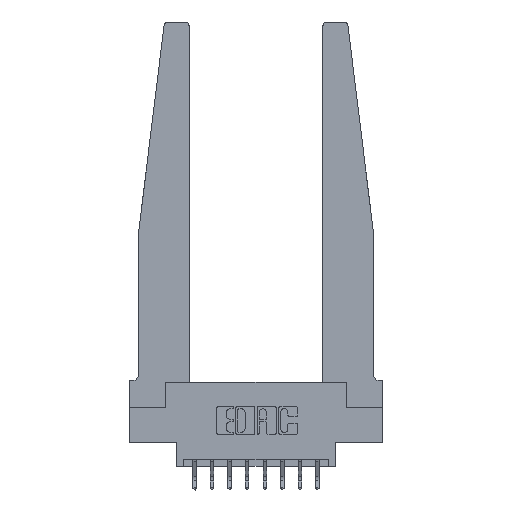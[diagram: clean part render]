
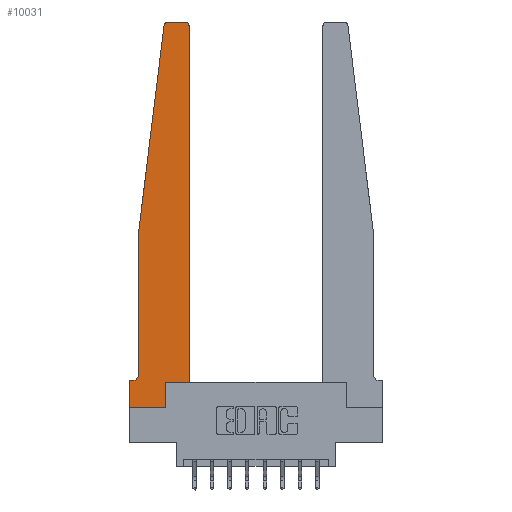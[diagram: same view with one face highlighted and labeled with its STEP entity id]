
A CAD part, top view. The second image highlights one B-rep face of the part: STEP entity #10031.
In plain terms, the highlighted planar face has unit normal (0, 0, 1).
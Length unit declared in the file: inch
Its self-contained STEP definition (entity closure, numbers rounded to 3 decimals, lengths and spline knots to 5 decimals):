
#218 = ORIENTED_EDGE ( 'NONE', *, *, #3953, .T. ) ;
#293 = CIRCLE ( 'NONE', #7643, 0.03 ) ;
#311 = VERTEX_POINT ( 'NONE', #3646 ) ;
#405 = PLANE ( 'NONE',  #14350 ) ;
#942 = CARTESIAN_POINT ( 'NONE',  ( 0.425, 0.18, 0.37 ) ) ;
#1336 = VECTOR ( 'NONE', #11397, 39.37008 ) ;
#1341 = EDGE_CURVE ( 'NONE', #12510, #10846, #4747, .T. ) ;
#1422 = EDGE_CURVE ( 'NONE', #311, #12209, #12840, .T. ) ;
#1491 = CARTESIAN_POINT ( 'NONE',  ( 0.24675, 2.72367, 0.37 ) ) ;
#1552 = DIRECTION ( 'NONE',  ( 0., 0., 1. ) ) ;
#1617 = LINE ( 'NONE', #2251, #1980 ) ;
#1718 = VECTOR ( 'NONE', #11696, 39.37008 ) ;
#1879 = ORIENTED_EDGE ( 'NONE', *, *, #1341, .T. ) ;
#1980 = VECTOR ( 'NONE', #12636, 39.37008 ) ;
#2096 = ORIENTED_EDGE ( 'NONE', *, *, #10352, .T. ) ;
#2223 = VECTOR ( 'NONE', #9109, 39.37008 ) ;
#2226 = CARTESIAN_POINT ( 'NONE',  ( 0., 0., 0.37 ) ) ;
#2251 = CARTESIAN_POINT ( 'NONE',  ( 0., 0., 0.37 ) ) ;
#2479 = CARTESIAN_POINT ( 'NONE',  ( 0.425, 2.72, 0.37 ) ) ;
#2530 = DIRECTION ( 'NONE',  ( 0., 0., 1. ) ) ;
#2645 = DIRECTION ( 'NONE',  ( 1., 0., 0. ) ) ;
#2691 = LINE ( 'NONE', #9558, #9195 ) ;
#2721 = EDGE_CURVE ( 'NONE', #6443, #4937, #2691, .T. ) ;
#2733 = ORIENTED_EDGE ( 'NONE', *, *, #9040, .T. ) ;
#3004 = CARTESIAN_POINT ( 'NONE',  ( 0.015, 0.1875, 0.37 ) ) ;
#3128 = ORIENTED_EDGE ( 'NONE', *, *, #1422, .T. ) ;
#3368 = CARTESIAN_POINT ( 'NONE',  ( 0.015, 0.2375, 0.37 ) ) ;
#3458 = EDGE_CURVE ( 'NONE', #3817, #6443, #9354, .T. ) ;
#3496 = ORIENTED_EDGE ( 'NONE', *, *, #4139, .T. ) ;
#3509 = DIRECTION ( 'NONE',  ( 0., 0., 1. ) ) ;
#3646 = CARTESIAN_POINT ( 'NONE',  ( 0.27653, 2.75, 0.37 ) ) ;
#3817 = VERTEX_POINT ( 'NONE', #13864 ) ;
#3949 = VECTOR ( 'NONE', #13265, 39.37008 ) ;
#3953 = EDGE_CURVE ( 'NONE', #12209, #10525, #14395, .T. ) ;
#4139 = EDGE_CURVE ( 'NONE', #10525, #12510, #6471, .T. ) ;
#4421 = LINE ( 'NONE', #4495, #1336 ) ;
#4495 = CARTESIAN_POINT ( 'NONE',  ( 0.25, 2.75, 0.37 ) ) ;
#4537 = DIRECTION ( 'NONE',  ( -1., 0., 0. ) ) ;
#4747 = CIRCLE ( 'NONE', #14452, 0.05 ) ;
#4808 = CARTESIAN_POINT ( 'NONE',  ( 0., 0., 0.37 ) ) ;
#4911 = CARTESIAN_POINT ( 'NONE',  ( 0.065, 1.25, 0.37 ) ) ;
#4937 = VERTEX_POINT ( 'NONE', #942 ) ;
#5092 = EDGE_LOOP ( 'NONE', ( #6044, #3128, #218, #3496, #1879, #11308, #2096, #7351, #11694, #10037, #2733, #5982 ) ) ;
#5120 = VERTEX_POINT ( 'NONE', #2479 ) ;
#5128 = EDGE_CURVE ( 'NONE', #5120, #8323, #293, .T. ) ;
#5166 = LINE ( 'NONE', #4808, #1718 ) ;
#5253 = FACE_OUTER_BOUND ( 'NONE', #5092, .T. ) ;
#5358 = CARTESIAN_POINT ( 'NONE',  ( 0.425, 0.18, 0.37 ) ) ;
#5572 = VECTOR ( 'NONE', #11800, 39.37008 ) ;
#5689 = AXIS2_PLACEMENT_3D ( 'NONE', #10422, #3509, #11584 ) ;
#5982 = ORIENTED_EDGE ( 'NONE', *, *, #5128, .T. ) ;
#6044 = ORIENTED_EDGE ( 'NONE', *, *, #13238, .T. ) ;
#6109 = VECTOR ( 'NONE', #6418, 39.37008 ) ;
#6385 = CARTESIAN_POINT ( 'NONE',  ( 0.2605, 0.18, 0.37 ) ) ;
#6418 = DIRECTION ( 'NONE',  ( 0., -1., 0. ) ) ;
#6443 = VERTEX_POINT ( 'NONE', #12264 ) ;
#6471 = LINE ( 'NONE', #12156, #6109 ) ;
#6785 = EDGE_CURVE ( 'NONE', #8064, #3817, #5166, .T. ) ;
#7351 = ORIENTED_EDGE ( 'NONE', *, *, #6785, .T. ) ;
#7509 = VERTEX_POINT ( 'NONE', #10979 ) ;
#7643 = AXIS2_PLACEMENT_3D ( 'NONE', #9450, #2530, #10607 ) ;
#7959 = CARTESIAN_POINT ( 'NONE',  ( 0.065, 0.1875, 0.37 ) ) ;
#8064 = VERTEX_POINT ( 'NONE', #2226 ) ;
#8323 = VERTEX_POINT ( 'NONE', #10796 ) ;
#9040 = EDGE_CURVE ( 'NONE', #4937, #5120, #13367, .T. ) ;
#9109 = DIRECTION ( 'NONE',  ( -1., 0., 0. ) ) ;
#9170 = CARTESIAN_POINT ( 'NONE',  ( 0.065, 1.25, 0.37 ) ) ;
#9195 = VECTOR ( 'NONE', #2645, 39.37008 ) ;
#9354 = LINE ( 'NONE', #6385, #3949 ) ;
#9450 = CARTESIAN_POINT ( 'NONE',  ( 0.395, 2.72, 0.37 ) ) ;
#9558 = CARTESIAN_POINT ( 'NONE',  ( 0.425, 0.18, 0.37 ) ) ;
#9624 = DIRECTION ( 'NONE',  ( 1., 0., 0. ) ) ;
#10031 = ADVANCED_FACE ( 'NONE', ( #5253 ), #405, .T. ) ;
#10037 = ORIENTED_EDGE ( 'NONE', *, *, #2721, .T. ) ;
#10352 = EDGE_CURVE ( 'NONE', #7509, #8064, #1617, .T. ) ;
#10422 = CARTESIAN_POINT ( 'NONE',  ( 0.27653, 2.72, 0.37 ) ) ;
#10525 = VERTEX_POINT ( 'NONE', #9170 ) ;
#10607 = DIRECTION ( 'NONE',  ( 1., 0., 0. ) ) ;
#10796 = CARTESIAN_POINT ( 'NONE',  ( 0.395, 2.75, 0.37 ) ) ;
#10846 = VERTEX_POINT ( 'NONE', #3004 ) ;
#10979 = CARTESIAN_POINT ( 'NONE',  ( 0., 0.1875, 0.37 ) ) ;
#11308 = ORIENTED_EDGE ( 'NONE', *, *, #13915, .T. ) ;
#11397 = DIRECTION ( 'NONE',  ( -1., 0., 0. ) ) ;
#11434 = LINE ( 'NONE', #7959, #2223 ) ;
#11443 = DIRECTION ( 'NONE',  ( 0., 0., -1. ) ) ;
#11584 = DIRECTION ( 'NONE',  ( 1., 0., 0. ) ) ;
#11694 = ORIENTED_EDGE ( 'NONE', *, *, #3458, .T. ) ;
#11696 = DIRECTION ( 'NONE',  ( 1., 0., 0. ) ) ;
#11800 = DIRECTION ( 'NONE',  ( -0.122, -0.992, 0. ) ) ;
#11896 = CARTESIAN_POINT ( 'NONE',  ( 0., 0.1875, 0.37 ) ) ;
#12156 = CARTESIAN_POINT ( 'NONE',  ( 0.065, 1.25, 0.37 ) ) ;
#12209 = VERTEX_POINT ( 'NONE', #1491 ) ;
#12264 = CARTESIAN_POINT ( 'NONE',  ( 0.2605, 0.18, 0.37 ) ) ;
#12391 = CARTESIAN_POINT ( 'NONE',  ( 0.065, 0.2375, 0.37 ) ) ;
#12510 = VERTEX_POINT ( 'NONE', #12391 ) ;
#12636 = DIRECTION ( 'NONE',  ( 0., -1., 0. ) ) ;
#12840 = CIRCLE ( 'NONE', #5689, 0.03 ) ;
#13238 = EDGE_CURVE ( 'NONE', #8323, #311, #4421, .T. ) ;
#13265 = DIRECTION ( 'NONE',  ( 0., 1., 0. ) ) ;
#13367 = LINE ( 'NONE', #5358, #13736 ) ;
#13408 = DIRECTION ( 'NONE',  ( 0., 1., 0. ) ) ;
#13736 = VECTOR ( 'NONE', #13408, 39.37008 ) ;
#13864 = CARTESIAN_POINT ( 'NONE',  ( 0.2605, 0., 0.37 ) ) ;
#13915 = EDGE_CURVE ( 'NONE', #10846, #7509, #11434, .T. ) ;
#14350 = AXIS2_PLACEMENT_3D ( 'NONE', #11896, #1552, #9624 ) ;
#14395 = LINE ( 'NONE', #4911, #5572 ) ;
#14452 = AXIS2_PLACEMENT_3D ( 'NONE', #3368, #11443, #4537 ) ;
